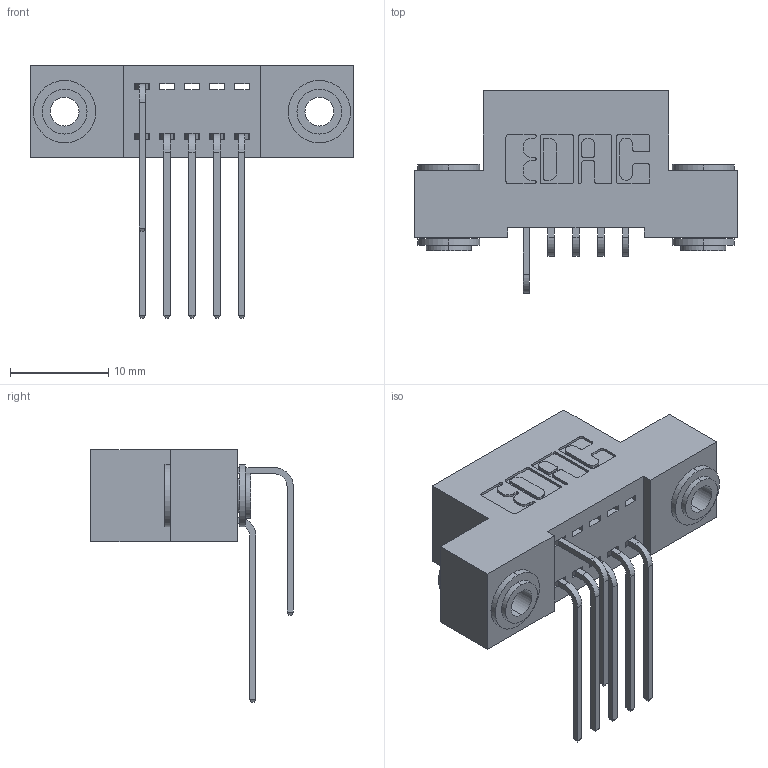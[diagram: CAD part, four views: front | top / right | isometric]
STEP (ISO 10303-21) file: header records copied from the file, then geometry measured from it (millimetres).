
FILE_DESCRIPTION (( 'STEP AP203' ), '1' );
FILE_NAME ('342-010-559-203.STEP', '2018-08-10T14:07:55', ( '' ), ( '' ), 'SwSTEP 2.0', 'SolidWorks 2016', '' );
FILE_SCHEMA (( 'CONFIG_CONTROL_DESIGN' ));
Length unit declared in the file: inch
Products named in the file (5): 342 Part_.156 TH; 345-292-001_558 559 Tail - 1; 345-292-001_559 Tail - 2; 342-250-002_345-250-002-102; 342-010-559-203
Assembly tree (9 placements, depth 2):
  342-010-559-203
    342 Part_.156 TH
    345-292-001_558 559 Tail - 1  x5
    345-292-001_559 Tail - 2
    342-250-002_345-250-002-102  x2
Bounding box: 33.02 x 20.64 x 25.78 mm (x, y, z)
Volume: 2813.2 mm3; surface area: 3839.1 mm2
Topology: 9 solids, 9 shells, 496 faces, 1425 edges, 938 vertices
Faces by surface type: plane 328, cylinder 160, cone 8
Entity records: 10176 total; most frequent: CARTESIAN_POINT 1772, ORIENTED_EDGE 1654, DIRECTION 1589, EDGE_CURVE 827, VECTOR 635, LINE 635, VERTEX_POINT 546, AXIS2_PLACEMENT_3D 477
